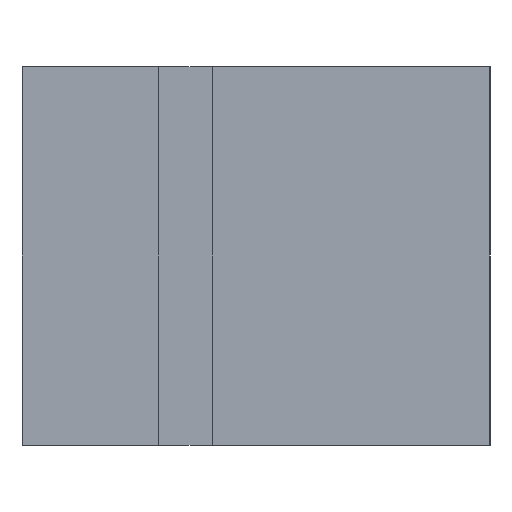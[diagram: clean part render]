
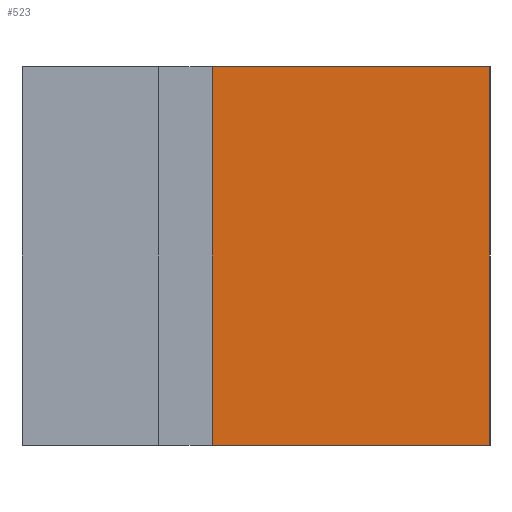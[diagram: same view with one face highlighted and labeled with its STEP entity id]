
A CAD part, left-side view. The second image highlights one B-rep face of the part: STEP entity #523.
In plain terms, the highlighted planar face has unit normal (-1, 0, 0).
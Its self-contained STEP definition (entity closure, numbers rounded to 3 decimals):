
#523=ADVANCED_FACE('',(#1228),#877,.T.);
#877=PLANE('',#6950);
#1228=FACE_OUTER_BOUND('',#1667,.T.);
#1667=EDGE_LOOP('',(#3358,#3359,#3360,#3361));
#3358=ORIENTED_EDGE('',*,*,#4860,.T.);
#3359=ORIENTED_EDGE('',*,*,#4853,.T.);
#3360=ORIENTED_EDGE('',*,*,#4861,.F.);
#3361=ORIENTED_EDGE('',*,*,#4832,.T.);
#3980=VERTEX_POINT('',#10291);
#3981=VERTEX_POINT('',#10293);
#3991=VERTEX_POINT('',#10314);
#4001=VERTEX_POINT('',#10334);
#4832=EDGE_CURVE('',#3981,#3980,#5684,.T.);
#4853=EDGE_CURVE('',#3991,#4001,#5705,.T.);
#4860=EDGE_CURVE('',#3980,#3991,#5712,.T.);
#4861=EDGE_CURVE('',#3981,#4001,#5713,.T.);
#5684=LINE('',#10292,#6536);
#5705=LINE('',#10335,#6557);
#5712=LINE('',#10348,#6564);
#5713=LINE('',#10350,#6565);
#6536=VECTOR('',#8487,1.);
#6557=VECTOR('',#8510,1.);
#6564=VECTOR('',#8529,1.);
#6565=VECTOR('',#8532,1.);
#6950=AXIS2_PLACEMENT_3D('',#10351,#8533,#8534);
#8487=DIRECTION('',(0.,-1.,0.));
#8510=DIRECTION('',(0.,1.,0.));
#8529=DIRECTION('',(0.,0.,1.));
#8532=DIRECTION('',(0.,0.,1.));
#8533=DIRECTION('',(-1.,0.,0.));
#8534=DIRECTION('',(0.,-1.,0.));
#10291=CARTESIAN_POINT('',(-41.95,-24.7,0.));
#10292=CARTESIAN_POINT('',(-41.95,-10.05,0.));
#10293=CARTESIAN_POINT('',(-41.95,-10.05,0.));
#10314=CARTESIAN_POINT('',(-41.95,-24.7,20.));
#10334=CARTESIAN_POINT('',(-41.95,-10.05,20.));
#10335=CARTESIAN_POINT('',(-41.95,-24.7,20.));
#10348=CARTESIAN_POINT('',(-41.95,-24.7,0.));
#10350=CARTESIAN_POINT('',(-41.95,-10.05,0.));
#10351=CARTESIAN_POINT('',(-41.95,-9.85,-0.2));
